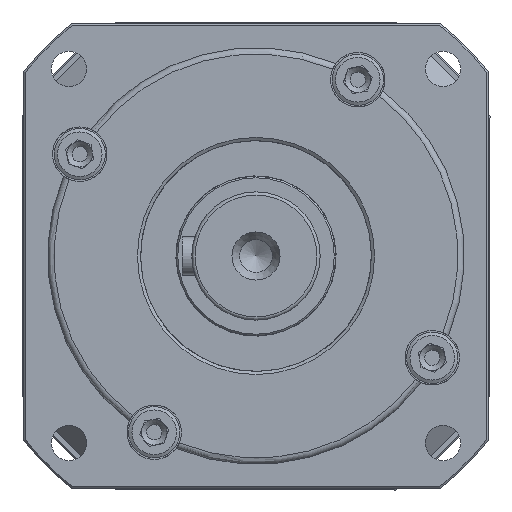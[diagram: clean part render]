
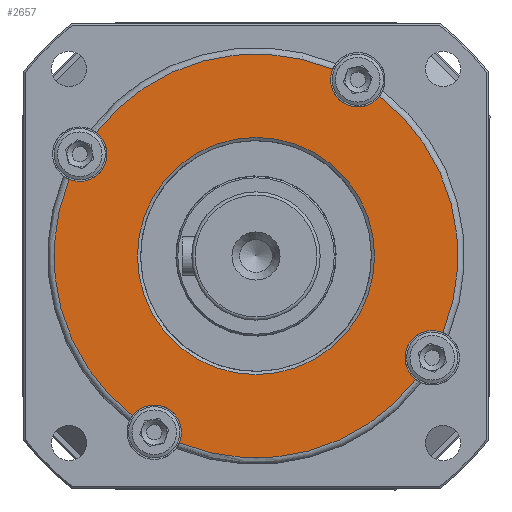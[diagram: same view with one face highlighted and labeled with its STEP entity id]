
A CAD part, left-side view. The second image highlights one B-rep face of the part: STEP entity #2657.
In plain terms, the highlighted planar face has unit normal (-1, 0, 0).
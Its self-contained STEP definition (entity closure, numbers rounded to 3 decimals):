
#364=CARTESIAN_POINT('',(-10.0,0.0,37.));
#365=VERTEX_POINT('',#364);
#366=CARTESIAN_POINT('',(-10.0,0.0,0.0));
#367=DIRECTION('',(1.0,0.0,0.0));
#368=DIRECTION('',(0.0,0.0,1.0));
#369=AXIS2_PLACEMENT_3D('',#366,#367,#368);
#370=CIRCLE('',#369,37.);
#371=EDGE_CURVE('',#365,#365,#370,.T.);
#635=CARTESIAN_POINT('',(-10.0,58.285,23.914));
#636=VERTEX_POINT('',#635);
#652=CARTESIAN_POINT('',(-10.0,49.852,38.52));
#653=VERTEX_POINT('',#652);
#654=CARTESIAN_POINT('',(-10.0,54.993,31.75));
#655=DIRECTION('',(-1.0,0.0,0.0));
#656=DIRECTION('',(0.0,0.0,1.0));
#657=AXIS2_PLACEMENT_3D('',#654,#655,#656);
#658=CIRCLE('',#657,8.5);
#659=EDGE_CURVE('',#636,#653,#658,.T.);
#731=CARTESIAN_POINT('',(-10.0,23.914,-58.285));
#732=VERTEX_POINT('',#731);
#733=CARTESIAN_POINT('',(-10.0,38.52,-49.852));
#734=VERTEX_POINT('',#733);
#735=CARTESIAN_POINT('',(-10.0,31.75,-54.993));
#736=DIRECTION('',(-1.0,0.0,0.0));
#737=DIRECTION('',(0.0,0.0,1.0));
#738=AXIS2_PLACEMENT_3D('',#735,#736,#737);
#739=CIRCLE('',#738,8.5);
#740=EDGE_CURVE('',#732,#734,#739,.T.);
#846=CARTESIAN_POINT('',(-10.0,-58.285,-23.914));
#847=VERTEX_POINT('',#846);
#848=CARTESIAN_POINT('',(-10.0,-49.852,-38.52));
#849=VERTEX_POINT('',#848);
#850=CARTESIAN_POINT('',(-10.0,-54.993,-31.75));
#851=DIRECTION('',(-1.0,0.0,0.0));
#852=DIRECTION('',(0.0,0.0,1.0));
#853=AXIS2_PLACEMENT_3D('',#850,#851,#852);
#854=CIRCLE('',#853,8.5);
#855=EDGE_CURVE('',#847,#849,#854,.T.);
#980=CARTESIAN_POINT('',(-10.0,-23.914,58.285));
#981=VERTEX_POINT('',#980);
#997=CARTESIAN_POINT('',(-10.0,-38.52,49.852));
#998=VERTEX_POINT('',#997);
#999=CARTESIAN_POINT('',(-10.0,-31.75,54.993));
#1000=DIRECTION('',(-1.0,0.0,0.0));
#1001=DIRECTION('',(0.0,0.0,1.0));
#1002=AXIS2_PLACEMENT_3D('',#999,#1000,#1001);
#1003=CIRCLE('',#1002,8.5);
#1004=EDGE_CURVE('',#981,#998,#1003,.T.);
#1197=CARTESIAN_POINT('',(-10.0,0.0,0.0));
#1198=DIRECTION('',(-1.0,0.0,0.0));
#1199=DIRECTION('',(0.0,0.0,1.0));
#1200=AXIS2_PLACEMENT_3D('',#1197,#1198,#1199);
#1201=CIRCLE('',#1200,63.);
#1202=EDGE_CURVE('',#981,#653,#1201,.T.);
#2587=CARTESIAN_POINT('',(-10.0,0.0,0.0));
#2588=DIRECTION('',(-1.0,0.0,0.0));
#2589=DIRECTION('',(0.0,0.0,1.0));
#2590=AXIS2_PLACEMENT_3D('',#2587,#2588,#2589);
#2591=CIRCLE('',#2590,63.);
#2592=EDGE_CURVE('',#636,#734,#2591,.T.);
#2623=CARTESIAN_POINT('',(-10.0,0.0,0.0));
#2624=DIRECTION('',(-1.0,0.0,0.0));
#2625=DIRECTION('',(0.0,0.0,1.0));
#2626=AXIS2_PLACEMENT_3D('',#2623,#2624,#2625);
#2627=CIRCLE('',#2626,63.);
#2628=EDGE_CURVE('',#732,#849,#2627,.T.);
#2633=CARTESIAN_POINT('',(-10.0,0.0,0.0));
#2634=DIRECTION('',(-1.0,0.0,0.0));
#2635=DIRECTION('',(0.0,0.0,1.0));
#2636=AXIS2_PLACEMENT_3D('',#2633,#2634,#2635);
#2637=PLANE('',#2636);
#2638=ORIENTED_EDGE('',*,*,#659,.F.);
#2639=ORIENTED_EDGE('',*,*,#2592,.T.);
#2640=ORIENTED_EDGE('',*,*,#740,.F.);
#2641=ORIENTED_EDGE('',*,*,#2628,.T.);
#2642=ORIENTED_EDGE('',*,*,#855,.F.);
#2643=CARTESIAN_POINT('',(-10.0,0.0,0.0));
#2644=DIRECTION('',(-1.0,0.0,0.0));
#2645=DIRECTION('',(0.0,0.0,1.0));
#2646=AXIS2_PLACEMENT_3D('',#2643,#2644,#2645);
#2647=CIRCLE('',#2646,63.);
#2648=EDGE_CURVE('',#847,#998,#2647,.T.);
#2649=ORIENTED_EDGE('',*,*,#2648,.T.);
#2650=ORIENTED_EDGE('',*,*,#1004,.F.);
#2651=ORIENTED_EDGE('',*,*,#1202,.T.);
#2652=EDGE_LOOP('',(#2638,#2639,#2640,#2641,#2642,#2649,#2650,#2651));
#2653=FACE_OUTER_BOUND('',#2652,.T.);
#2654=ORIENTED_EDGE('',*,*,#371,.T.);
#2655=EDGE_LOOP('',(#2654));
#2656=FACE_BOUND('',#2655,.T.);
#2657=ADVANCED_FACE('',(#2653,#2656),#2637,.T.);
